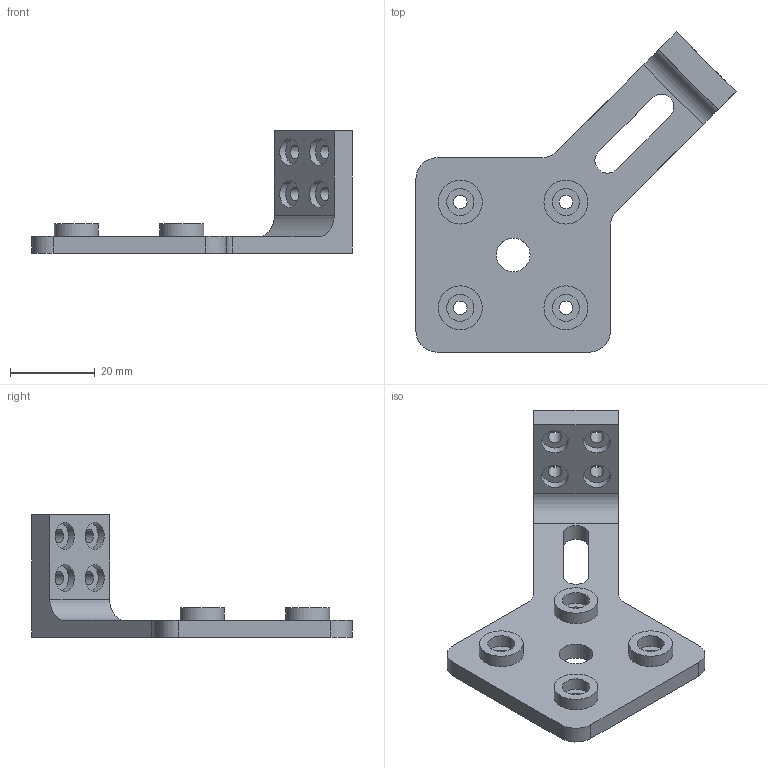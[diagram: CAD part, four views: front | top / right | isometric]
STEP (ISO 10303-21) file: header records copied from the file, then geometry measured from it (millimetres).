
FILE_DESCRIPTION(('FreeCAD Model'),'2;1');
FILE_NAME('Bras-Moteur.step','2015-09-03T04:50:33',('Author'),(''), 'Open CASCADE STEP processor 6.8','FreeCAD','Unknown');
FILE_SCHEMA(('AUTOMOTIVE_DESIGN_CC2 { 1 2 10303 214 -1 1 5 4 }'));
Length unit declared in the file: millimetre
Products named in the file (1): Pocket005
Bounding box: 75.75 x 75.75 x 29 mm (x, y, z)
Volume: 13849.4 mm3; surface area: 8898.6 mm2
Topology: 1 solids, 1 shells, 54 faces, 122 edges, 82 vertices
Faces by surface type: cylinder 29, plane 25
Full cylindrical faces by diameter (mm): 3.2 x8, 6.4 x8, 8 x1, 10.4 x4
Entity records: 3333 total; most frequent: CARTESIAN_POINT 807, DIRECTION 480, LINE 246, VECTOR 246, ORIENTED_EDGE 244, PCURVE 244, DEFINITIONAL_REPRESENTATION 244, EDGE_CURVE 122
